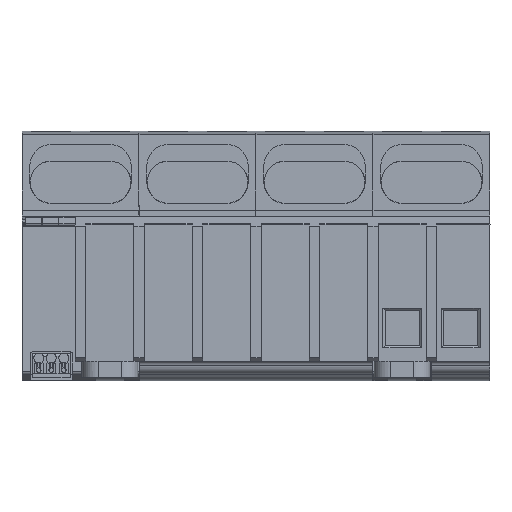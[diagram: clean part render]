
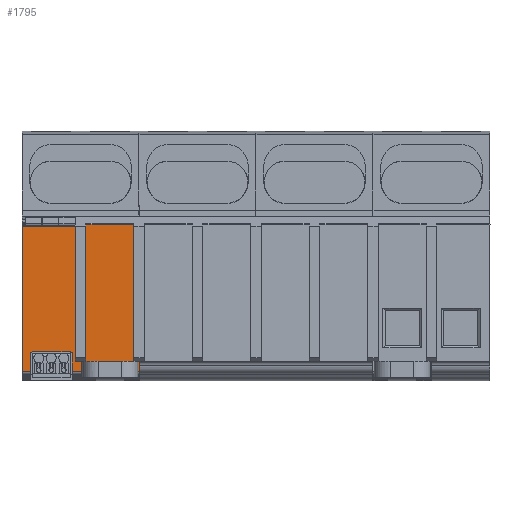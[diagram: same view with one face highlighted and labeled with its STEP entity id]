
A CAD part, front view. The second image highlights one B-rep face of the part: STEP entity #1795.
In plain terms, the highlighted planar face has unit normal (0, -1, 0).
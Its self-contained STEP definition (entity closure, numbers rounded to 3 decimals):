
#1670=AXIS2_PLACEMENT_3D('Plane Axis2P3D',#1667,#1668,#1669) ;
#619=CARTESIAN_POINT('Vertex',(2.49,13.,8.6)) ;
#626=CARTESIAN_POINT('Vertex',(15.31,13.,8.6)) ;
#629=CARTESIAN_POINT('Line Origine',(8.9,13.,8.6)) ;
#654=CARTESIAN_POINT('Line Origine',(2.49,13.,5.71)) ;
#658=CARTESIAN_POINT('Vertex',(2.49,13.,2.821)) ;
#754=CARTESIAN_POINT('Vertex',(15.31,13.,2.821)) ;
#757=CARTESIAN_POINT('Line Origine',(15.31,13.,5.71)) ;
#1667=CARTESIAN_POINT('Axis2P3D Location',(142.4,13.,47.678)) ;
#1672=CARTESIAN_POINT('Line Origine',(31.1,13.,4.36)) ;
#1676=CARTESIAN_POINT('Vertex',(31.1,13.,5.9)) ;
#1678=CARTESIAN_POINT('Vertex',(31.1,13.,2.821)) ;
#1681=CARTESIAN_POINT('Line Origine',(33.487,13.,2.821)) ;
#1685=CARTESIAN_POINT('Vertex',(35.875,13.,2.821)) ;
#1688=CARTESIAN_POINT('Line Origine',(35.875,13.,4.36)) ;
#1692=CARTESIAN_POINT('Vertex',(35.875,13.,5.9)) ;
#1695=CARTESIAN_POINT('Line Origine',(34.913,13.,5.9)) ;
#1699=CARTESIAN_POINT('Vertex',(33.95,13.,5.9)) ;
#1702=CARTESIAN_POINT('Line Origine',(33.95,13.,26.789)) ;
#1706=CARTESIAN_POINT('Vertex',(33.95,13.,47.678)) ;
#1709=CARTESIAN_POINT('Line Origine',(26.7,13.,47.678)) ;
#1713=CARTESIAN_POINT('Vertex',(19.45,13.,47.678)) ;
#1716=CARTESIAN_POINT('Line Origine',(19.45,13.,26.789)) ;
#1720=CARTESIAN_POINT('Vertex',(19.45,13.,5.9)) ;
#1723=CARTESIAN_POINT('Line Origine',(17.8,13.,5.9)) ;
#1727=CARTESIAN_POINT('Vertex',(16.15,13.,5.9)) ;
#1730=CARTESIAN_POINT('Line Origine',(16.15,13.,26.437)) ;
#1734=CARTESIAN_POINT('Vertex',(16.15,13.,46.974)) ;
#1737=CARTESIAN_POINT('Line Origine',(8.075,13.,46.974)) ;
#1741=CARTESIAN_POINT('Vertex',(0.,13.,46.974)) ;
#1744=CARTESIAN_POINT('Line Origine',(0.,13.,24.897)) ;
#1748=CARTESIAN_POINT('Vertex',(0.,13.,2.821)) ;
#1751=CARTESIAN_POINT('Line Origine',(1.245,13.,2.821)) ;
#1756=CARTESIAN_POINT('Line Origine',(18.805,13.,2.821)) ;
#1760=CARTESIAN_POINT('Vertex',(22.3,13.,2.821)) ;
#1763=CARTESIAN_POINT('Line Origine',(22.3,13.,4.36)) ;
#1767=CARTESIAN_POINT('Vertex',(22.3,13.,5.9)) ;
#1770=CARTESIAN_POINT('Line Origine',(26.7,13.,5.9)) ;
#630=DIRECTION('Vector Direction',(-1.,0.,0.)) ;
#655=DIRECTION('Vector Direction',(0.,0.,-1.)) ;
#758=DIRECTION('Vector Direction',(0.,0.,-1.)) ;
#1668=DIRECTION('Axis2P3D Direction',(0.,1.,0.)) ;
#1669=DIRECTION('Axis2P3D XDirection',(-1.,0.,0.)) ;
#1673=DIRECTION('Vector Direction',(0.,0.,-1.)) ;
#1682=DIRECTION('Vector Direction',(-1.,0.,0.)) ;
#1689=DIRECTION('Vector Direction',(0.,0.,-1.)) ;
#1696=DIRECTION('Vector Direction',(-1.,0.,0.)) ;
#1703=DIRECTION('Vector Direction',(0.,0.,-1.)) ;
#1710=DIRECTION('Vector Direction',(1.,0.,0.)) ;
#1717=DIRECTION('Vector Direction',(0.,0.,-1.)) ;
#1724=DIRECTION('Vector Direction',(-1.,0.,0.)) ;
#1731=DIRECTION('Vector Direction',(0.,0.,-1.)) ;
#1738=DIRECTION('Vector Direction',(1.,0.,0.)) ;
#1745=DIRECTION('Vector Direction',(0.,0.,-1.)) ;
#1752=DIRECTION('Vector Direction',(1.,0.,0.)) ;
#1757=DIRECTION('Vector Direction',(-1.,0.,0.)) ;
#1764=DIRECTION('Vector Direction',(0.,0.,-1.)) ;
#1771=DIRECTION('Vector Direction',(1.,0.,0.)) ;
#631=VECTOR('Line Direction',#630,1.) ;
#656=VECTOR('Line Direction',#655,1.) ;
#759=VECTOR('Line Direction',#758,1.) ;
#1674=VECTOR('Line Direction',#1673,1.) ;
#1683=VECTOR('Line Direction',#1682,1.) ;
#1690=VECTOR('Line Direction',#1689,1.) ;
#1697=VECTOR('Line Direction',#1696,1.) ;
#1704=VECTOR('Line Direction',#1703,1.) ;
#1711=VECTOR('Line Direction',#1710,1.) ;
#1718=VECTOR('Line Direction',#1717,1.) ;
#1725=VECTOR('Line Direction',#1724,1.) ;
#1732=VECTOR('Line Direction',#1731,1.) ;
#1739=VECTOR('Line Direction',#1738,1.) ;
#1746=VECTOR('Line Direction',#1745,1.) ;
#1753=VECTOR('Line Direction',#1752,1.) ;
#1758=VECTOR('Line Direction',#1757,1.) ;
#1765=VECTOR('Line Direction',#1764,1.) ;
#1772=VECTOR('Line Direction',#1771,1.) ;
#1776=ORIENTED_EDGE('',*,*,#1680,.T.) ;
#1777=ORIENTED_EDGE('',*,*,#1687,.F.) ;
#1778=ORIENTED_EDGE('',*,*,#1694,.F.) ;
#1779=ORIENTED_EDGE('',*,*,#1701,.F.) ;
#1780=ORIENTED_EDGE('',*,*,#1708,.F.) ;
#1781=ORIENTED_EDGE('',*,*,#1715,.T.) ;
#1782=ORIENTED_EDGE('',*,*,#1722,.T.) ;
#1783=ORIENTED_EDGE('',*,*,#1729,.F.) ;
#1784=ORIENTED_EDGE('',*,*,#1736,.F.) ;
#1785=ORIENTED_EDGE('',*,*,#1743,.F.) ;
#1786=ORIENTED_EDGE('',*,*,#1750,.T.) ;
#1787=ORIENTED_EDGE('',*,*,#1755,.F.) ;
#1788=ORIENTED_EDGE('',*,*,#660,.F.) ;
#1789=ORIENTED_EDGE('',*,*,#633,.F.) ;
#1790=ORIENTED_EDGE('',*,*,#761,.T.) ;
#1791=ORIENTED_EDGE('',*,*,#1762,.F.) ;
#1792=ORIENTED_EDGE('',*,*,#1769,.F.) ;
#1793=ORIENTED_EDGE('',*,*,#1774,.T.) ;
#1795=ADVANCED_FACE('SOCKEL',(#1794),#1671,.F.) ;
#633=EDGE_CURVE('',#627,#620,#632,.T.) ;
#660=EDGE_CURVE('',#620,#659,#657,.T.) ;
#761=EDGE_CURVE('',#627,#755,#760,.T.) ;
#1680=EDGE_CURVE('',#1677,#1679,#1675,.T.) ;
#1687=EDGE_CURVE('',#1686,#1679,#1684,.T.) ;
#1694=EDGE_CURVE('',#1693,#1686,#1691,.T.) ;
#1701=EDGE_CURVE('',#1700,#1693,#1698,.F.) ;
#1708=EDGE_CURVE('',#1707,#1700,#1705,.T.) ;
#1715=EDGE_CURVE('',#1707,#1714,#1712,.F.) ;
#1722=EDGE_CURVE('',#1714,#1721,#1719,.T.) ;
#1729=EDGE_CURVE('',#1728,#1721,#1726,.F.) ;
#1736=EDGE_CURVE('',#1735,#1728,#1733,.T.) ;
#1743=EDGE_CURVE('',#1742,#1735,#1740,.T.) ;
#1750=EDGE_CURVE('',#1742,#1749,#1747,.T.) ;
#1755=EDGE_CURVE('',#659,#1749,#1754,.F.) ;
#1762=EDGE_CURVE('',#1761,#755,#1759,.T.) ;
#1769=EDGE_CURVE('',#1768,#1761,#1766,.T.) ;
#1774=EDGE_CURVE('',#1768,#1677,#1773,.T.) ;
#1775=EDGE_LOOP('',(#1776,#1777,#1778,#1779,#1780,#1781,#1782,#1783,#1784,#1785,#1786,#1787,#1788,#1789,#1790,#1791,#1792,#1793)) ;
#1794=FACE_OUTER_BOUND('',#1775,.T.) ;
#632=LINE('Line',#629,#631) ;
#657=LINE('Line',#654,#656) ;
#760=LINE('Line',#757,#759) ;
#1675=LINE('Line',#1672,#1674) ;
#1684=LINE('Line',#1681,#1683) ;
#1691=LINE('Line',#1688,#1690) ;
#1698=LINE('Line',#1695,#1697) ;
#1705=LINE('Line',#1702,#1704) ;
#1712=LINE('Line',#1709,#1711) ;
#1719=LINE('Line',#1716,#1718) ;
#1726=LINE('Line',#1723,#1725) ;
#1733=LINE('Line',#1730,#1732) ;
#1740=LINE('Line',#1737,#1739) ;
#1747=LINE('Line',#1744,#1746) ;
#1754=LINE('Line',#1751,#1753) ;
#1759=LINE('Line',#1756,#1758) ;
#1766=LINE('Line',#1763,#1765) ;
#1773=LINE('Line',#1770,#1772) ;
#1671=PLANE('',#1670) ;
#620=VERTEX_POINT('',#619) ;
#627=VERTEX_POINT('',#626) ;
#659=VERTEX_POINT('',#658) ;
#755=VERTEX_POINT('',#754) ;
#1677=VERTEX_POINT('',#1676) ;
#1679=VERTEX_POINT('',#1678) ;
#1686=VERTEX_POINT('',#1685) ;
#1693=VERTEX_POINT('',#1692) ;
#1700=VERTEX_POINT('',#1699) ;
#1707=VERTEX_POINT('',#1706) ;
#1714=VERTEX_POINT('',#1713) ;
#1721=VERTEX_POINT('',#1720) ;
#1728=VERTEX_POINT('',#1727) ;
#1735=VERTEX_POINT('',#1734) ;
#1742=VERTEX_POINT('',#1741) ;
#1749=VERTEX_POINT('',#1748) ;
#1761=VERTEX_POINT('',#1760) ;
#1768=VERTEX_POINT('',#1767) ;
